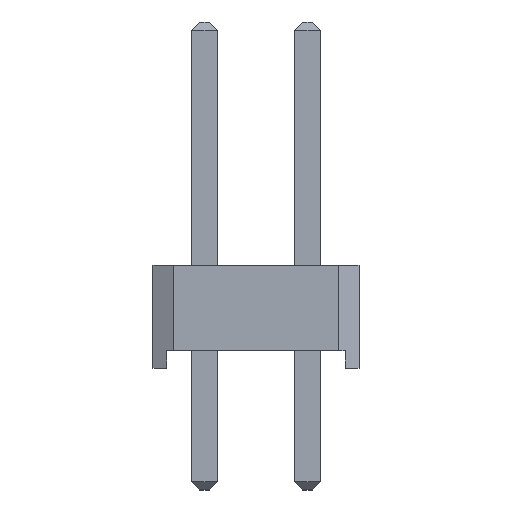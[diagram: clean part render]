
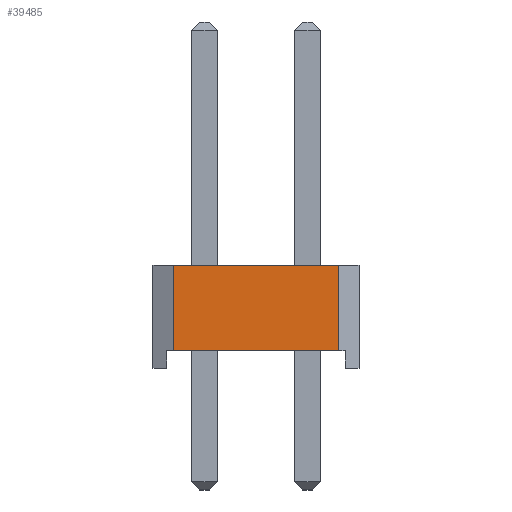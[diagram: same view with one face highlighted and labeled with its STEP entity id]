
A CAD part, front view. The second image highlights one B-rep face of the part: STEP entity #39485.
In plain terms, the highlighted face is planar.
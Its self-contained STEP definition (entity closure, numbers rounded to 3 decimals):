
#1468=ORIENTED_EDGE('',*,*,#9040,.T.);
#1469=ORIENTED_EDGE('',*,*,#8532,.T.);
#1470=ORIENTED_EDGE('',*,*,#9041,.F.);
#1471=ORIENTED_EDGE('',*,*,#8787,.F.);
#8532=EDGE_CURVE('',#12498,#12499,#14950,.T.);
#8787=EDGE_CURVE('',#12572,#12573,#15205,.T.);
#9040=EDGE_CURVE('',#12572,#12498,#15458,.T.);
#9041=EDGE_CURVE('',#12573,#12499,#15459,.T.);
#12498=VERTEX_POINT('',#51113);
#12499=VERTEX_POINT('',#51114);
#12572=VERTEX_POINT('',#51513);
#12573=VERTEX_POINT('',#51515);
#14950=LINE('',#51112,#18916);
#15205=LINE('',#51514,#19171);
#15458=LINE('',#51913,#19424);
#15459=LINE('',#51914,#19425);
#18916=VECTOR('',#43392,1000.);
#19171=VECTOR('',#43791,1000.);
#19424=VECTOR('',#44190,1000.);
#19425=VECTOR('',#44191,1000.);
#22595=EDGE_LOOP('',(#1468,#1469,#1470,#1471));
#24399=FACE_BOUND('',#22595,.T.);
#26203=PLANE('',#41152);
#39485=ADVANCED_FACE('',(#24399),#26203,.F.);
#41152=AXIS2_PLACEMENT_3D('',#51912,#44188,#44189);
#43392=DIRECTION('',(0.,1.,0.));
#43791=DIRECTION('',(0.,1.,0.));
#44188=DIRECTION('',(-1.,0.,0.));
#44189=DIRECTION('',(0.,0.,1.));
#44190=DIRECTION('',(0.,0.,-1.));
#44191=DIRECTION('',(0.,0.,-1.));
#51112=CARTESIAN_POINT('',(45.72,0.,-3.31));
#51113=CARTESIAN_POINT('',(45.72,-0.832,-3.31));
#51114=CARTESIAN_POINT('',(45.72,1.27,-3.31));
#51513=CARTESIAN_POINT('',(45.72,-0.832,0.77));
#51514=CARTESIAN_POINT('',(45.72,0.,0.77));
#51515=CARTESIAN_POINT('',(45.72,1.27,0.77));
#51912=CARTESIAN_POINT('',(45.72,0.,0.));
#51913=CARTESIAN_POINT('',(45.72,-0.832,0.93));
#51914=CARTESIAN_POINT('',(45.72,1.27,1.27));
